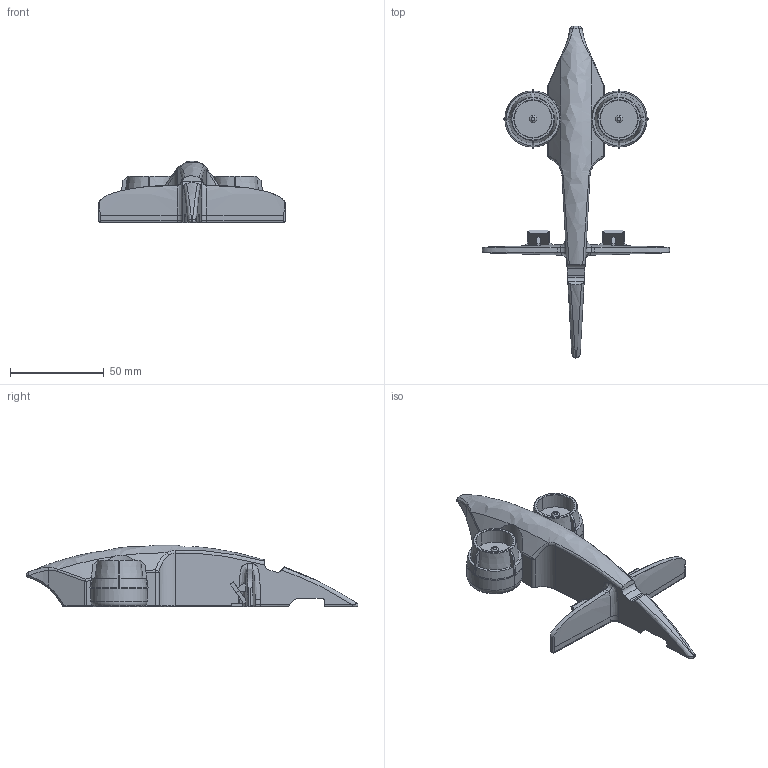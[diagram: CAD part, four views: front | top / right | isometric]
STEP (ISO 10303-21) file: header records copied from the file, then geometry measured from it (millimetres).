
FILE_DESCRIPTION (( 'STEP AP214' ), '1' );
FILE_NAME ('body-Standard.step', '2023-08-02T10:53:38', ( '' ), ( '' ), 'SwSTEP 2.0', 'SolidWorks 2020', '' );
FILE_SCHEMA (( 'AUTOMOTIVE_DESIGN' ));
Length unit declared in the file: millimetre
Products named in the file (1): body-Standard
Bounding box: 100 x 177.39 x 32.98 mm (x, y, z)
Volume: 86300.6 mm3; surface area: 26681.2 mm2
Topology: 1 solids, 1 shells, 348 faces, 903 edges, 562 vertices
Faces by surface type: plane 175, cylinder 56, bspline 53, cone 40, torus 16, sphere 8
Entity records: 13034 total; most frequent: CARTESIAN_POINT 5005, ORIENTED_EDGE 1802, DIRECTION 1494, EDGE_CURVE 901, VERTEX_POINT 562, AXIS2_PLACEMENT_3D 511, VECTOR 472, LINE 472
